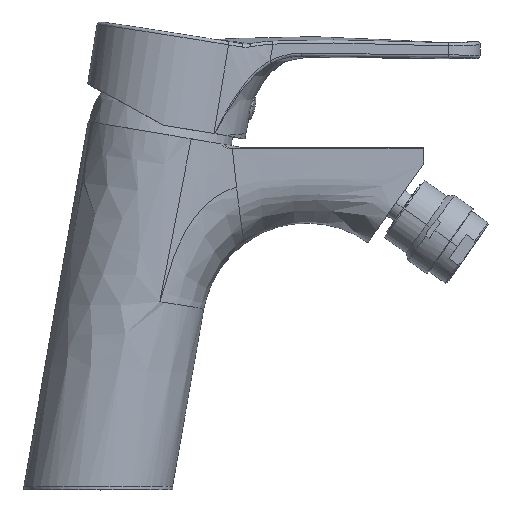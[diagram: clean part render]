
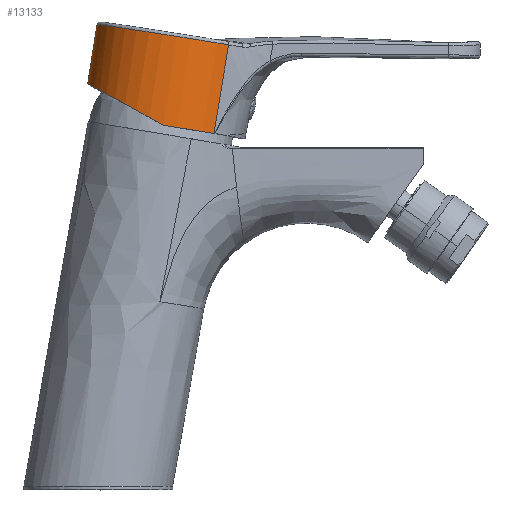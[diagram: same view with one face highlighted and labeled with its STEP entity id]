
A CAD part, top view. The second image highlights one B-rep face of the part: STEP entity #13133.
In plain terms, the highlighted cylindrical face has radius 26.5 mm (diameter 53 mm), a partial arc.
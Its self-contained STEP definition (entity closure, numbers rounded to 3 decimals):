
#452 = CIRCLE ( 'NONE', #33521, 26.5 ) ;
#2529 = AXIS2_PLACEMENT_3D ( 'NONE', #32310, #4771, #36955 ) ;
#3833 = EDGE_CURVE ( 'NONE', #30667, #45579, #452, .T. ) ;
#4151 = ORIENTED_EDGE ( 'NONE', *, *, #23100, .F. ) ;
#4709 = VERTEX_POINT ( 'NONE', #45302 ) ;
#4771 = DIRECTION ( 'NONE',  ( 0., 0., -1. ) ) ;
#5165 = CIRCLE ( 'NONE', #2529, 26.5 ) ;
#6478 = CARTESIAN_POINT ( 'NONE',  ( 0., 0., -29. ) ) ;
#6959 = CARTESIAN_POINT ( 'NONE',  ( 0., 0., -29. ) ) ;
#11088 = DIRECTION ( 'NONE',  ( 1., 0., 0. ) ) ;
#12487 = CARTESIAN_POINT ( 'NONE',  ( -53., 26.5, -19.29 ) ) ;
#13133 = ADVANCED_FACE ( 'NONE', ( #37412 ), #57601, .T. ) ;
#14341 = EDGE_CURVE ( 'NONE', #47537, #23909, #27209, .T. ) ;
#16361 = DIRECTION ( 'NONE',  ( 0., 0., 1. ) ) ;
#16718 = CARTESIAN_POINT ( 'NONE',  ( 0., 26.5, 0. ) ) ;
#16870 = CARTESIAN_POINT ( 'NONE',  ( 16.632, 20.631, -19.333 ) ) ;
#17814 = ORIENTED_EDGE ( 'NONE', *, *, #3833, .T. ) ;
#18555 = B_SPLINE_CURVE_WITH_KNOTS ( 'NONE', 3,
 ( #57356, #20494, #52907, #25345 ),
 .UNSPECIFIED., .F., .F.,
 ( 4, 4 ),
 ( 0., 1. ),
 .UNSPECIFIED. ) ;
#19832 = B_SPLINE_CURVE_WITH_KNOTS ( 'NONE', 3,
 ( #49087, #16870, #26143, #58363 ),
 .UNSPECIFIED., .F., .F.,
 ( 4, 4 ),
 ( 0., 1. ),
 .UNSPECIFIED. ) ;
#20197 = CARTESIAN_POINT ( 'NONE',  ( 16.702, 20.574, -29. ) ) ;
#20494 = CARTESIAN_POINT ( 'NONE',  ( 16.563, -20.687, -9.667 ) ) ;
#21644 = CARTESIAN_POINT ( 'NONE',  ( 16.491, -20.744, 0. ) ) ;
#21754 = CARTESIAN_POINT ( 'NONE',  ( 0., -26.5, 0. ) ) ;
#21867 = CARTESIAN_POINT ( 'NONE',  ( 0., -26.5, 0. ) ) ;
#22366 =( BOUNDED_CURVE ( )  B_SPLINE_CURVE ( 3, ( #16718, #12487, #49322, #21754 ),
 .UNSPECIFIED., .F., .T. ) 
 B_SPLINE_CURVE_WITH_KNOTS ( ( 4, 4 ),
 ( 1.571, 4.712 ),
 .UNSPECIFIED. ) 
 CURVE ( )  GEOMETRIC_REPRESENTATION_ITEM ( )  RATIONAL_B_SPLINE_CURVE ( ( 1., 0.333, 0.333, 1. ) ) 
 REPRESENTATION_ITEM ( '' )  );
#23100 = EDGE_CURVE ( 'NONE', #4709, #45579, #22366, .T. ) ;
#23909 = VERTEX_POINT ( 'NONE', #20197 ) ;
#25173 = CARTESIAN_POINT ( 'NONE',  ( 0., 0., 0. ) ) ;
#25345 = CARTESIAN_POINT ( 'NONE',  ( 16.702, -20.574, -29. ) ) ;
#26143 = CARTESIAN_POINT ( 'NONE',  ( 16.562, 20.687, -9.667 ) ) ;
#27209 = CIRCLE ( 'NONE', #49446, 26.5 ) ;
#29794 = DIRECTION ( 'NONE',  ( 1., 0., 0. ) ) ;
#30667 = VERTEX_POINT ( 'NONE', #21644 ) ;
#32310 = CARTESIAN_POINT ( 'NONE',  ( 0., 0., 0. ) ) ;
#33521 = AXIS2_PLACEMENT_3D ( 'NONE', #25173, #57388, #29794 ) ;
#33782 = AXIS2_PLACEMENT_3D ( 'NONE', #6959, #16361, #43752 ) ;
#34337 = ORIENTED_EDGE ( 'NONE', *, *, #42855, .T. ) ;
#34897 = CARTESIAN_POINT ( 'NONE',  ( 16.702, -20.574, -29. ) ) ;
#36907 = EDGE_LOOP ( 'NONE', ( #56654, #54831, #55587, #17814, #4151, #34337 ) ) ;
#36955 = DIRECTION ( 'NONE',  ( 1., 0., 0. ) ) ;
#37412 = FACE_OUTER_BOUND ( 'NONE', #36907, .T. ) ;
#38656 = DIRECTION ( 'NONE',  ( 0., 0., -1. ) ) ;
#42855 = EDGE_CURVE ( 'NONE', #4709, #47084, #5165, .T. ) ;
#43752 = DIRECTION ( 'NONE',  ( 1., 0., 0. ) ) ;
#45302 = CARTESIAN_POINT ( 'NONE',  ( 0., 26.5, 0. ) ) ;
#45579 = VERTEX_POINT ( 'NONE', #21867 ) ;
#47084 = VERTEX_POINT ( 'NONE', #52479 ) ;
#47537 = VERTEX_POINT ( 'NONE', #34897 ) ;
#49087 = CARTESIAN_POINT ( 'NONE',  ( 16.702, 20.574, -29. ) ) ;
#49123 = EDGE_CURVE ( 'NONE', #30667, #47537, #18555, .T. ) ;
#49322 = CARTESIAN_POINT ( 'NONE',  ( -53., -26.5, -19.29 ) ) ;
#49446 = AXIS2_PLACEMENT_3D ( 'NONE', #6478, #38656, #11088 ) ;
#52479 = CARTESIAN_POINT ( 'NONE',  ( 16.491, 20.744, 0. ) ) ;
#52907 = CARTESIAN_POINT ( 'NONE',  ( 16.633, -20.63, -19.333 ) ) ;
#54831 = ORIENTED_EDGE ( 'NONE', *, *, #14341, .F. ) ;
#55587 = ORIENTED_EDGE ( 'NONE', *, *, #49123, .F. ) ;
#56654 = ORIENTED_EDGE ( 'NONE', *, *, #58805, .F. ) ;
#57356 = CARTESIAN_POINT ( 'NONE',  ( 16.491, -20.744, 0. ) ) ;
#57388 = DIRECTION ( 'NONE',  ( 0., 0., -1. ) ) ;
#57601 = CYLINDRICAL_SURFACE ( 'NONE', #33782, 26.5 ) ;
#58363 = CARTESIAN_POINT ( 'NONE',  ( 16.491, 20.744, 0. ) ) ;
#58805 = EDGE_CURVE ( 'NONE', #23909, #47084, #19832, .T. ) ;
